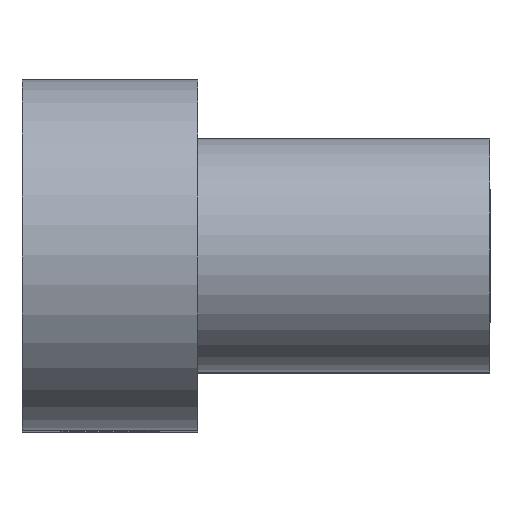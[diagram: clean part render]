
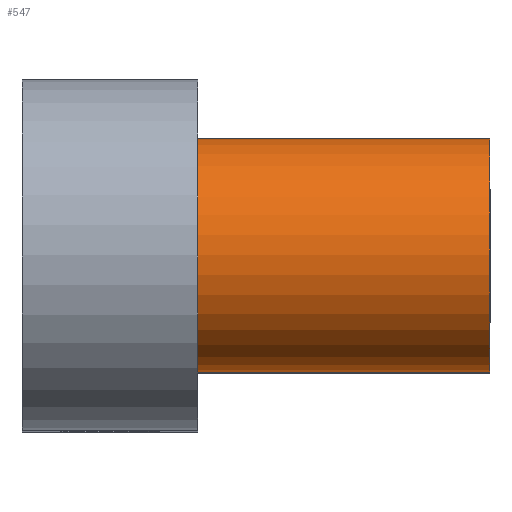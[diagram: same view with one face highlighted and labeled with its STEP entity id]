
A CAD part, top view. The second image highlights one B-rep face of the part: STEP entity #547.
In plain terms, the highlighted cylindrical face has radius 4 mm (diameter 8 mm), a full revolution.
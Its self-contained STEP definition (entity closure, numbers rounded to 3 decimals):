
#210 = EDGE_CURVE('',#211,#211,#213,.T.);
#211 = VERTEX_POINT('',#212);
#212 = CARTESIAN_POINT('',(6.,4.,14.));
#213 = CIRCLE('',#214,4.);
#214 = AXIS2_PLACEMENT_3D('',#215,#216,#217);
#215 = CARTESIAN_POINT('',(6.,0.,14.));
#216 = DIRECTION('',(1.,0.,0.));
#217 = DIRECTION('',(0.,1.,0.));
#547 = ADVANCED_FACE('',(#548),#567,.T.);
#548 = FACE_BOUND('',#549,.F.);
#549 = EDGE_LOOP('',(#550,#558,#565,#566));
#550 = ORIENTED_EDGE('',*,*,#551,.T.);
#551 = EDGE_CURVE('',#211,#552,#554,.T.);
#552 = VERTEX_POINT('',#553);
#553 = CARTESIAN_POINT('',(16.,4.,14.));
#554 = LINE('',#555,#556);
#555 = CARTESIAN_POINT('',(6.,4.,14.));
#556 = VECTOR('',#557,1.);
#557 = DIRECTION('',(1.,0.,0.));
#558 = ORIENTED_EDGE('',*,*,#559,.T.);
#559 = EDGE_CURVE('',#552,#552,#560,.T.);
#560 = CIRCLE('',#561,4.);
#561 = AXIS2_PLACEMENT_3D('',#562,#563,#564);
#562 = CARTESIAN_POINT('',(16.,0.,14.));
#563 = DIRECTION('',(1.,0.,0.));
#564 = DIRECTION('',(0.,1.,0.));
#565 = ORIENTED_EDGE('',*,*,#551,.F.);
#566 = ORIENTED_EDGE('',*,*,#210,.F.);
#567 = CYLINDRICAL_SURFACE('',#568,4.);
#568 = AXIS2_PLACEMENT_3D('',#569,#570,#571);
#569 = CARTESIAN_POINT('',(6.,0.,14.));
#570 = DIRECTION('',(-1.,0.,0.));
#571 = DIRECTION('',(0.,1.,0.));
